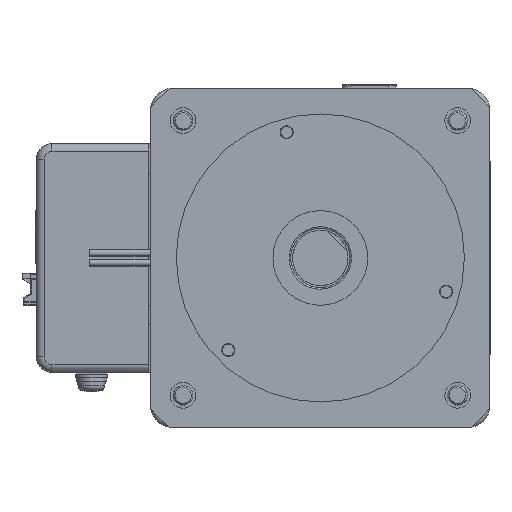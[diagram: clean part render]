
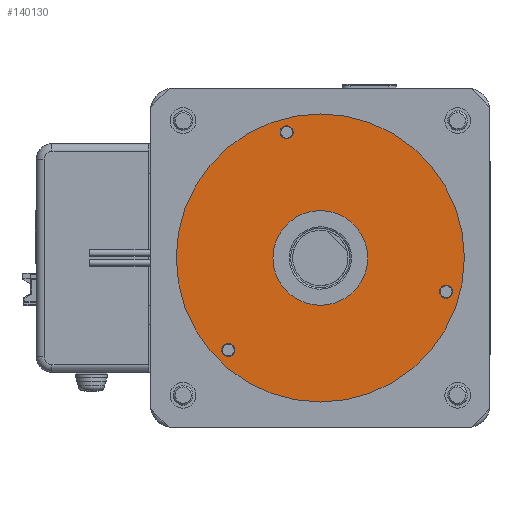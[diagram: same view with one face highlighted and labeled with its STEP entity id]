
A CAD part, left-side view. The second image highlights one B-rep face of the part: STEP entity #140130.
In plain terms, the highlighted face is planar.
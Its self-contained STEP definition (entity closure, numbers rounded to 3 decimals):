
#115 = AXIS2_PLACEMENT_3D ( 'NONE', #15997, #3455, #2882 ) ;
#520 = FACE_BOUND ( 'NONE', #108848, .T. ) ;
#729 = DIRECTION ( 'NONE',  ( -1., 0., 0. ) ) ;
#2034 = VERTEX_POINT ( 'NONE', #110304 ) ;
#2738 = FACE_BOUND ( 'NONE', #98193, .T. ) ;
#2882 = DIRECTION ( 'NONE',  ( 1., 0., 0. ) ) ;
#3455 = DIRECTION ( 'NONE',  ( 0., 0., 1. ) ) ;
#9149 = FACE_OUTER_BOUND ( 'NONE', #129207, .T. ) ;
#9318 = AXIS2_PLACEMENT_3D ( 'NONE', #166079, #16624, #30416 ) ;
#15997 = CARTESIAN_POINT ( 'NONE',  ( 0., 0., 60. ) ) ;
#16624 = DIRECTION ( 'NONE',  ( 0., 0., 1. ) ) ;
#18529 = CARTESIAN_POINT ( 'NONE',  ( 36.5, 0., 60. ) ) ;
#23070 = AXIS2_PLACEMENT_3D ( 'NONE', #109628, #41241, #124043 ) ;
#24392 = CIRCLE ( 'NONE', #153885, 1.65 ) ;
#25092 = EDGE_CURVE ( 'NONE', #122288, #122288, #39929, .T. ) ;
#26834 = DIRECTION ( 'NONE',  ( -1., 0., 0. ) ) ;
#30416 = DIRECTION ( 'NONE',  ( 1., 0., 0. ) ) ;
#33663 = EDGE_CURVE ( 'NONE', #2034, #2034, #24392, .T. ) ;
#35471 = AXIS2_PLACEMENT_3D ( 'NONE', #147071, #38461, #175327 ) ;
#38461 = DIRECTION ( 'NONE',  ( 0., 0., -1. ) ) ;
#39583 = CARTESIAN_POINT ( 'NONE',  ( -12., 0., 60. ) ) ;
#39929 = CIRCLE ( 'NONE', #35471, 1.65 ) ;
#40525 = VERTEX_POINT ( 'NONE', #39583 ) ;
#41241 = DIRECTION ( 'NONE',  ( 0., 0., -1. ) ) ;
#42593 = CARTESIAN_POINT ( 'NONE',  ( 23.335, -23.335, 60. ) ) ;
#43206 = CIRCLE ( 'NONE', #166744, 1.65 ) ;
#45516 = CIRCLE ( 'NONE', #115, 36.5 ) ;
#47257 = CARTESIAN_POINT ( 'NONE',  ( -33.526, -8.541, 60. ) ) ;
#51962 = CARTESIAN_POINT ( 'NONE',  ( -31.876, -8.541, 60. ) ) ;
#54447 = ORIENTED_EDGE ( 'NONE', *, *, #25092, .T. ) ;
#55342 = EDGE_CURVE ( 'NONE', #40525, #40525, #61884, .T. ) ;
#55363 = VERTEX_POINT ( 'NONE', #47257 ) ;
#56579 = VERTEX_POINT ( 'NONE', #18529 ) ;
#61884 = CIRCLE ( 'NONE', #23070, 12. ) ;
#69001 = EDGE_LOOP ( 'NONE', ( #54447 ) ) ;
#84586 = ORIENTED_EDGE ( 'NONE', *, *, #33663, .T. ) ;
#86783 = ORIENTED_EDGE ( 'NONE', *, *, #140129, .T. ) ;
#97984 = EDGE_LOOP ( 'NONE', ( #145738 ) ) ;
#98193 = EDGE_LOOP ( 'NONE', ( #126876 ) ) ;
#105588 = FACE_BOUND ( 'NONE', #97984, .T. ) ;
#106799 = CARTESIAN_POINT ( 'NONE',  ( 6.891, 31.876, 60. ) ) ;
#108848 = EDGE_LOOP ( 'NONE', ( #84586 ) ) ;
#109628 = CARTESIAN_POINT ( 'NONE',  ( 0., 0., 60. ) ) ;
#110304 = CARTESIAN_POINT ( 'NONE',  ( 21.685, -23.335, 60. ) ) ;
#110929 = DIRECTION ( 'NONE',  ( 0., 0., -1. ) ) ;
#122288 = VERTEX_POINT ( 'NONE', #106799 ) ;
#124043 = DIRECTION ( 'NONE',  ( -1., 0., 0. ) ) ;
#126876 = ORIENTED_EDGE ( 'NONE', *, *, #55342, .T. ) ;
#126960 = PLANE ( 'NONE',  #9318 ) ;
#129207 = EDGE_LOOP ( 'NONE', ( #86783 ) ) ;
#129722 = EDGE_CURVE ( 'NONE', #55363, #55363, #43206, .T. ) ;
#140129 = EDGE_CURVE ( 'NONE', #56579, #56579, #45516, .T. ) ;
#140130 = ADVANCED_FACE ( 'NONE', ( #9149, #2738, #142156, #520, #105588 ), #126960, .T. ) ;
#142156 = FACE_BOUND ( 'NONE', #69001, .T. ) ;
#145738 = ORIENTED_EDGE ( 'NONE', *, *, #129722, .T. ) ;
#147071 = CARTESIAN_POINT ( 'NONE',  ( 8.541, 31.876, 60. ) ) ;
#153885 = AXIS2_PLACEMENT_3D ( 'NONE', #42593, #110929, #729 ) ;
#166079 = CARTESIAN_POINT ( 'NONE',  ( 0., 0., 60. ) ) ;
#166744 = AXIS2_PLACEMENT_3D ( 'NONE', #51962, #175690, #26834 ) ;
#175327 = DIRECTION ( 'NONE',  ( -1., 0., 0. ) ) ;
#175690 = DIRECTION ( 'NONE',  ( 0., 0., -1. ) ) ;
